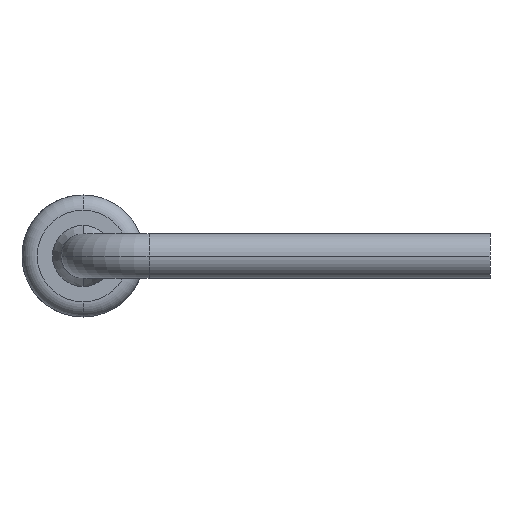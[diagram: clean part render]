
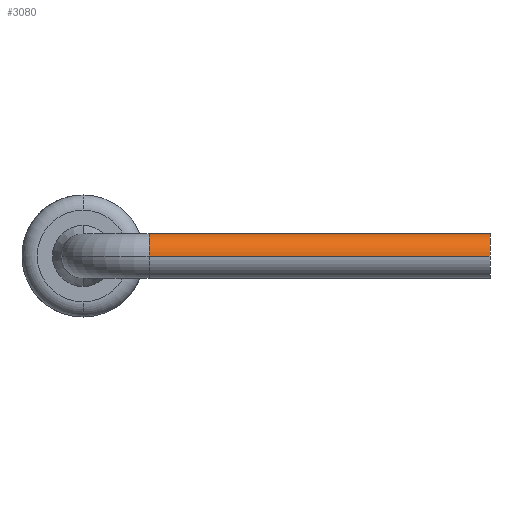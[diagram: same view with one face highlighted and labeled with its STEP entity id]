
A CAD part, left-side view. The second image highlights one B-rep face of the part: STEP entity #3080.
In plain terms, the highlighted cylindrical face has radius 0.229 mm (diameter 0.458 mm), a partial arc.
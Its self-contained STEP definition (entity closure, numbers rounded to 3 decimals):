
#42 = DIRECTION ( 'NONE',  ( 0., 1., 0. ) ) ;
#487 = ORIENTED_EDGE ( 'NONE', *, *, #843, .F. ) ;
#548 = DIRECTION ( 'NONE',  ( 0., -1., 0. ) ) ;
#570 = EDGE_CURVE ( 'NONE', #2303, #1738, #847, .T. ) ;
#840 = AXIS2_PLACEMENT_3D ( 'NONE', #1784, #1802, #1500 ) ;
#843 = EDGE_CURVE ( 'NONE', #3052, #2303, #2561, .T. ) ;
#847 = LINE ( 'NONE', #2927, #2686 ) ;
#987 = EDGE_CURVE ( 'NONE', #3052, #2016, #2331, .T. ) ;
#1024 = FACE_OUTER_BOUND ( 'NONE', #3035, .T. ) ;
#1045 = ORIENTED_EDGE ( 'NONE', *, *, #987, .T. ) ;
#1072 = ORIENTED_EDGE ( 'NONE', *, *, #570, .F. ) ;
#1115 = DIRECTION ( 'NONE',  ( 0., -1., 0. ) ) ;
#1222 = AXIS2_PLACEMENT_3D ( 'NONE', #2278, #548, #3879 ) ;
#1318 = EDGE_CURVE ( 'NONE', #2016, #1738, #3745, .T. ) ;
#1500 = DIRECTION ( 'NONE',  ( 0., 0., -1. ) ) ;
#1738 = VERTEX_POINT ( 'NONE', #3077 ) ;
#1784 = CARTESIAN_POINT ( 'NONE',  ( 0., 0.948, 0. ) ) ;
#1802 = DIRECTION ( 'NONE',  ( 0., 1., 0. ) ) ;
#2016 = VERTEX_POINT ( 'NONE', #2533 ) ;
#2063 = AXIS2_PLACEMENT_3D ( 'NONE', #3741, #42, #3097 ) ;
#2185 = CARTESIAN_POINT ( 'NONE',  ( 0.229, 0.948, 0. ) ) ;
#2272 = DIRECTION ( 'NONE',  ( 0., -1., 0. ) ) ;
#2278 = CARTESIAN_POINT ( 'NONE',  ( 0., 0.948, 0. ) ) ;
#2303 = VERTEX_POINT ( 'NONE', #2185 ) ;
#2331 = LINE ( 'NONE', #3913, #3468 ) ;
#2533 = CARTESIAN_POINT ( 'NONE',  ( -0.229, -2.6, 0. ) ) ;
#2561 = CIRCLE ( 'NONE', #840, 0.229 ) ;
#2686 = VECTOR ( 'NONE', #1115, 1000. ) ;
#2912 = ORIENTED_EDGE ( 'NONE', *, *, #1318, .T. ) ;
#2927 = CARTESIAN_POINT ( 'NONE',  ( 0.229, 0.948, 0. ) ) ;
#3035 = EDGE_LOOP ( 'NONE', ( #487, #1045, #2912, #1072 ) ) ;
#3052 = VERTEX_POINT ( 'NONE', #3772 ) ;
#3077 = CARTESIAN_POINT ( 'NONE',  ( 0.229, -2.6, 0. ) ) ;
#3080 = ADVANCED_FACE ( 'NONE', ( #1024 ), #3434, .T. ) ;
#3097 = DIRECTION ( 'NONE',  ( 0., 0., -1. ) ) ;
#3434 = CYLINDRICAL_SURFACE ( 'NONE', #1222, 0.229 ) ;
#3468 = VECTOR ( 'NONE', #2272, 1000. ) ;
#3741 = CARTESIAN_POINT ( 'NONE',  ( 0., -2.6, 0. ) ) ;
#3745 = CIRCLE ( 'NONE', #2063, 0.229 ) ;
#3772 = CARTESIAN_POINT ( 'NONE',  ( -0.229, 0.948, 0. ) ) ;
#3879 = DIRECTION ( 'NONE',  ( 1., 0., 0. ) ) ;
#3913 = CARTESIAN_POINT ( 'NONE',  ( -0.229, 0.948, 0. ) ) ;
